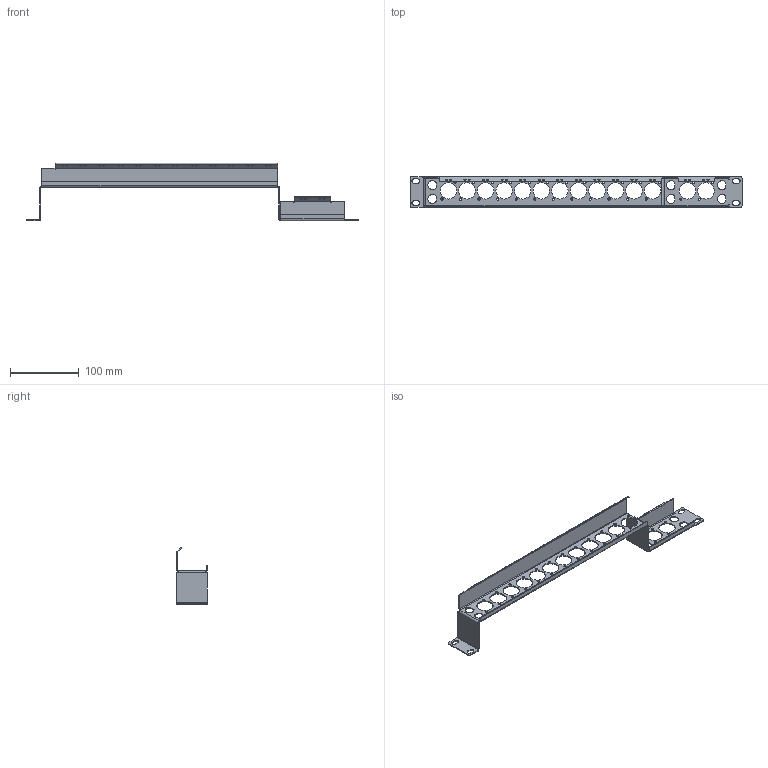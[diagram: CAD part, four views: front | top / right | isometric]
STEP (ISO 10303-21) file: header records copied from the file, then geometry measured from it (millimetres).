
FILE_DESCRIPTION(('FreeCAD Model'),'2;1');
FILE_NAME('Open CASCADE Shape Model','2024-10-04T01:03:42',('Author'),( ''),'Open CASCADE STEP processor 7.6','FreeCAD','Unknown');
FILE_SCHEMA(('AUTOMOTIVE_DESIGN { 1 0 10303 214 1 1 1 1 }'));
Length unit declared in the file: millimetre
Products named in the file (1): Fillet001
Bounding box: 483 x 44.44 x 83.42 mm (x, y, z)
Volume: 52550.4 mm3; surface area: 75196.1 mm2
Topology: 1 solids, 1 shells, 229 faces, 633 edges, 406 vertices
Faces by surface type: cylinder 129, plane 100
Full cylindrical faces by diameter (mm): 3 x28, 3.2 x28, 24 x14
Entity records: 7683 total; most frequent: DIRECTION 1351, CARTESIAN_POINT 1269, ORIENTED_EDGE 1266, EDGE_CURVE 633, AXIS2_PLACEMENT_3D 488, VERTEX_POINT 406, FACE_BOUND 389, EDGE_LOOP 389
